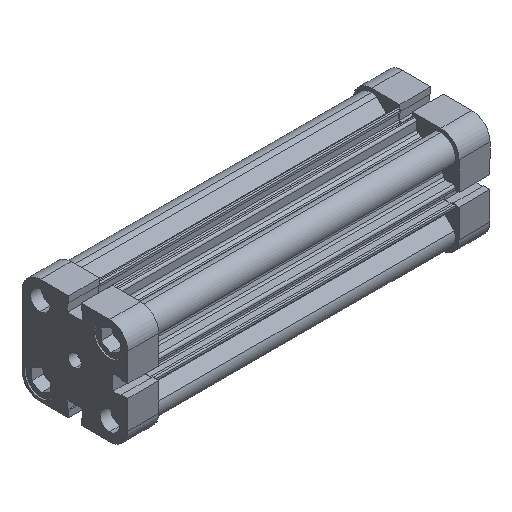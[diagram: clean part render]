
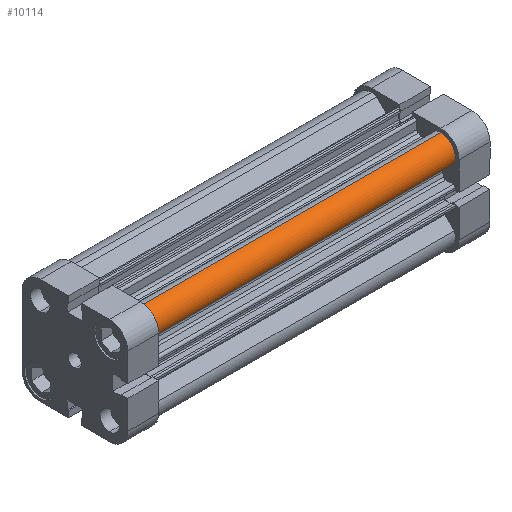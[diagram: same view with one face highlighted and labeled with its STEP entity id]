
A CAD part, isometric view. The second image highlights one B-rep face of the part: STEP entity #10114.
In plain terms, the highlighted cylindrical face has radius 6.75 mm (diameter 13.5 mm), a partial arc.
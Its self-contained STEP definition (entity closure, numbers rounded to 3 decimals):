
#31 = ORIENTED_EDGE ( 'NONE', *, *, #9238, .F. ) ;
#35 = ORIENTED_EDGE ( 'NONE', *, *, #9270, .T. ) ;
#38 = ORIENTED_EDGE ( 'NONE', *, *, #9644, .T. ) ;
#39 = ORIENTED_EDGE ( 'NONE', *, *, #9500, .F. ) ;
#209 = VERTEX_POINT ( 'NONE', #1518 ) ;
#211 = VERTEX_POINT ( 'NONE', #1516 ) ;
#213 = VERTEX_POINT ( 'NONE', #1472 ) ;
#214 = VERTEX_POINT ( 'NONE', #1471 ) ;
#726 = EDGE_LOOP ( 'NONE', ( #39, #35, #38, #31 ) ) ;
#1471 = CARTESIAN_POINT ( 'NONE',  ( -23., -16.25, 140.5 ) ) ;
#1472 = CARTESIAN_POINT ( 'NONE',  ( -13.633, -22.472, 140.5 ) ) ;
#1516 = CARTESIAN_POINT ( 'NONE',  ( -13.633, -22.472, 0. ) ) ;
#1518 = CARTESIAN_POINT ( 'NONE',  ( -23., -16.25, 0. ) ) ;
#2085 = CARTESIAN_POINT ( 'NONE',  ( -16.25, -16.25, 0. ) ) ;
#2092 = DIRECTION ( 'NONE',  ( 0., 0., 1. ) ) ;
#2093 = DIRECTION ( 'NONE',  ( -1., 0., 0. ) ) ;
#3345 = FACE_OUTER_BOUND ( 'NONE', #726, .T. ) ;
#3348 = CYLINDRICAL_SURFACE ( 'NONE', #7563, 6.75 ) ;
#3972 = DIRECTION ( 'NONE',  ( -1., 0., 0. ) ) ;
#3973 = DIRECTION ( 'NONE',  ( 0., 0., -1. ) ) ;
#3974 = CARTESIAN_POINT ( 'NONE',  ( -16.25, -16.25, 140.5 ) ) ;
#5269 = CARTESIAN_POINT ( 'NONE',  ( -13.633, -22.472, 140.5 ) ) ;
#5280 = DIRECTION ( 'NONE',  ( 0., 0., -1. ) ) ;
#5346 = CARTESIAN_POINT ( 'NONE',  ( -23., -16.25, 140.5 ) ) ;
#5360 = DIRECTION ( 'NONE',  ( 0., 0., -1. ) ) ;
#5926 = CARTESIAN_POINT ( 'NONE',  ( -16.25, -16.25, 140.5 ) ) ;
#5938 = DIRECTION ( 'NONE',  ( 0., 0., 1. ) ) ;
#5939 = DIRECTION ( 'NONE',  ( -1., 0., 0. ) ) ;
#6072 = LINE ( 'NONE', #5269, #6074 ) ;
#6074 = VECTOR ( 'NONE', #5280, 1000. ) ;
#6118 = LINE ( 'NONE', #5346, #6122 ) ;
#6122 = VECTOR ( 'NONE', #5360, 1000. ) ;
#6476 = CIRCLE ( 'NONE', #7304, 6.75 ) ;
#6710 = CIRCLE ( 'NONE', #7358, 6.75 ) ;
#7304 = AXIS2_PLACEMENT_3D ( 'NONE', #5926, #5938, #5939 ) ;
#7358 = AXIS2_PLACEMENT_3D ( 'NONE', #2085, #2092, #2093 ) ;
#7563 = AXIS2_PLACEMENT_3D ( 'NONE', #3974, #3973, #3972 ) ;
#9238 = EDGE_CURVE ( 'NONE', #213, #211, #6072, .T. ) ;
#9270 = EDGE_CURVE ( 'NONE', #214, #209, #6118, .T. ) ;
#9500 = EDGE_CURVE ( 'NONE', #214, #213, #6476, .T. ) ;
#9644 = EDGE_CURVE ( 'NONE', #209, #211, #6710, .T. ) ;
#10114 = ADVANCED_FACE ( 'NONE', ( #3345 ), #3348, .T. ) ;
